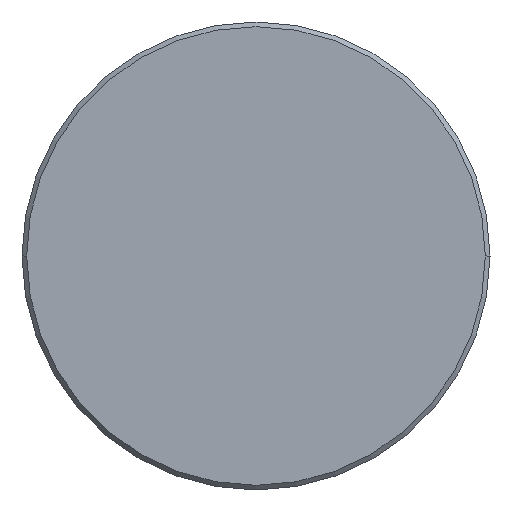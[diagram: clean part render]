
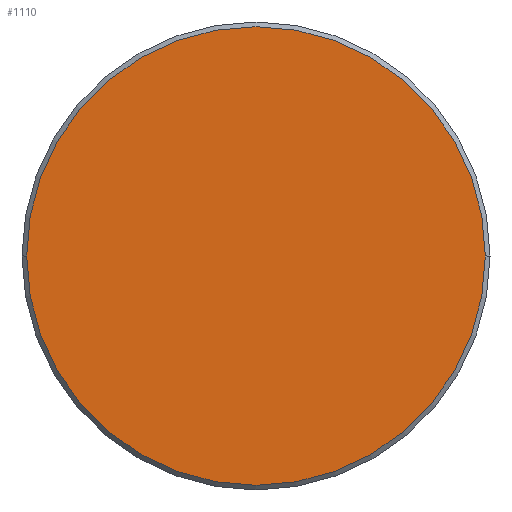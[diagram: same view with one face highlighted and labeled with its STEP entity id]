
A CAD part, left-side view. The second image highlights one B-rep face of the part: STEP entity #1110.
In plain terms, the highlighted planar face has unit normal (-1, 0, 0).
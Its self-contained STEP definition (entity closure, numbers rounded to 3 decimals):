
#41 = VERTEX_POINT ( 'NONE', #930 ) ;
#44 = EDGE_CURVE ( 'NONE', #41, #276, #1090, .T. ) ;
#85 = FACE_OUTER_BOUND ( 'NONE', #1034, .T. ) ;
#170 = PLANE ( 'NONE',  #612 ) ;
#235 = DIRECTION ( 'NONE',  ( -1., 0., 0. ) ) ;
#262 = DIRECTION ( 'NONE',  ( -1., 0., 0. ) ) ;
#276 = VERTEX_POINT ( 'NONE', #813 ) ;
#354 = CARTESIAN_POINT ( 'NONE',  ( -80.85, -14.876, -14.876 ) ) ;
#364 = ORIENTED_EDGE ( 'NONE', *, *, #44, .T. ) ;
#377 = AXIS2_PLACEMENT_3D ( 'NONE', #588, #235, #682 ) ;
#399 = CIRCLE ( 'NONE', #377, 14.7 ) ;
#435 = EDGE_CURVE ( 'NONE', #276, #41, #399, .T. ) ;
#499 = ORIENTED_EDGE ( 'NONE', *, *, #435, .T. ) ;
#514 = DIRECTION ( 'NONE',  ( 0., 1., 0. ) ) ;
#588 = CARTESIAN_POINT ( 'NONE',  ( -80.85, 0., 0. ) ) ;
#607 = CARTESIAN_POINT ( 'NONE',  ( -80.85, 0., 0. ) ) ;
#609 = AXIS2_PLACEMENT_3D ( 'NONE', #607, #262, #514 ) ;
#612 = AXIS2_PLACEMENT_3D ( 'NONE', #354, #861, #706 ) ;
#682 = DIRECTION ( 'NONE',  ( 0., 1., 0. ) ) ;
#706 = DIRECTION ( 'NONE',  ( 0., 0., 1. ) ) ;
#813 = CARTESIAN_POINT ( 'NONE',  ( -80.85, 14.7, 0. ) ) ;
#861 = DIRECTION ( 'NONE',  ( -1., 0., 0. ) ) ;
#930 = CARTESIAN_POINT ( 'NONE',  ( -80.85, -14.7, 0. ) ) ;
#1034 = EDGE_LOOP ( 'NONE', ( #499, #364 ) ) ;
#1090 = CIRCLE ( 'NONE', #609, 14.7 ) ;
#1110 = ADVANCED_FACE ( 'NONE', ( #85 ), #170, .T. ) ;
